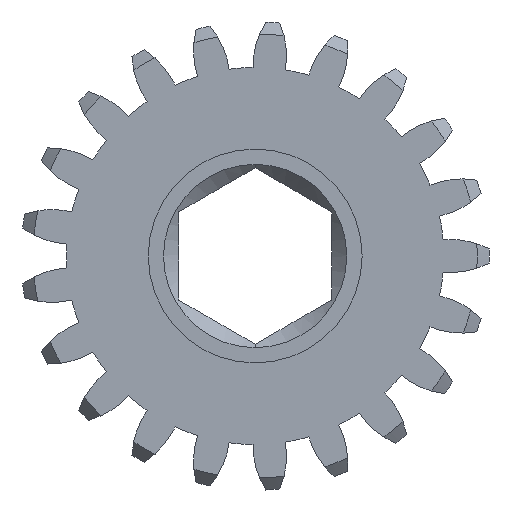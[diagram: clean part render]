
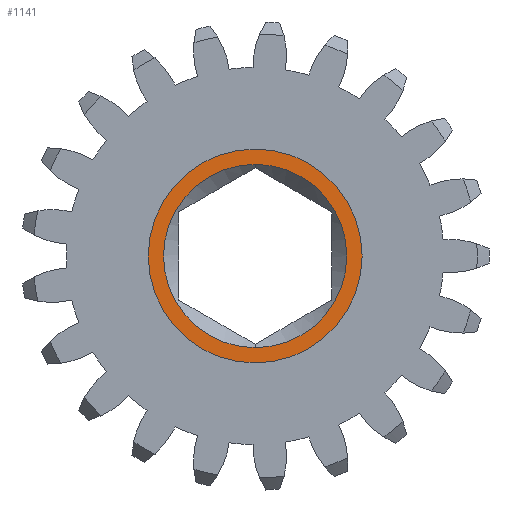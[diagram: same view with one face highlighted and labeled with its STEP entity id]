
A CAD part, left-side view. The second image highlights one B-rep face of the part: STEP entity #1141.
In plain terms, the highlighted planar face has unit normal (-1, 0, 0).
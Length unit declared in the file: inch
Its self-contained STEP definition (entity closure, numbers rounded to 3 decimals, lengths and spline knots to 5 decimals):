
#125 = DIRECTION ( 'NONE',  ( 0., 0., 1. ) ) ;
#215 = CARTESIAN_POINT ( 'NONE',  ( 0., 0., -0.225 ) ) ;
#226 = ORIENTED_EDGE ( 'NONE', *, *, #2170, .T. ) ;
#271 = VERTEX_POINT ( 'NONE', #3170 ) ;
#527 = CARTESIAN_POINT ( 'NONE',  ( 0., 0., 0. ) ) ;
#833 = AXIS2_PLACEMENT_3D ( 'NONE', #5143, #4805, #2748 ) ;
#859 = AXIS2_PLACEMENT_3D ( 'NONE', #5066, #3461, #2594 ) ;
#866 = CARTESIAN_POINT ( 'NONE',  ( 0., 0., 0. ) ) ;
#1141 = ADVANCED_FACE ( 'NONE', ( #1925, #1897 ), #4002, .F. ) ;
#1273 = DIRECTION ( 'NONE',  ( -1., 0., 0. ) ) ;
#1347 = VERTEX_POINT ( 'NONE', #215 ) ;
#1419 = EDGE_CURVE ( 'NONE', #271, #3889, #1871, .T. ) ;
#1871 = CIRCLE ( 'NONE', #3739, 0.2625 ) ;
#1897 = FACE_OUTER_BOUND ( 'NONE', #3712, .T. ) ;
#1925 = FACE_BOUND ( 'NONE', #4854, .T. ) ;
#2137 = CIRCLE ( 'NONE', #3587, 0.225 ) ;
#2152 = DIRECTION ( 'NONE',  ( 0., 0., 1. ) ) ;
#2170 = EDGE_CURVE ( 'NONE', #3889, #271, #2652, .T. ) ;
#2404 = CARTESIAN_POINT ( 'NONE',  ( 0., 0., 0.2625 ) ) ;
#2479 = CIRCLE ( 'NONE', #4433, 0.225 ) ;
#2594 = DIRECTION ( 'NONE',  ( 0., 0., 1. ) ) ;
#2652 = CIRCLE ( 'NONE', #859, 0.2625 ) ;
#2748 = DIRECTION ( 'NONE',  ( 0., 0., -1. ) ) ;
#2945 = VERTEX_POINT ( 'NONE', #3737 ) ;
#3170 = CARTESIAN_POINT ( 'NONE',  ( 0., 0., -0.2625 ) ) ;
#3328 = ORIENTED_EDGE ( 'NONE', *, *, #3766, .F. ) ;
#3461 = DIRECTION ( 'NONE',  ( -1., 0., 0. ) ) ;
#3587 = AXIS2_PLACEMENT_3D ( 'NONE', #4200, #1273, #2152 ) ;
#3712 = EDGE_LOOP ( 'NONE', ( #226, #5218 ) ) ;
#3737 = CARTESIAN_POINT ( 'NONE',  ( 0., 0., 0.225 ) ) ;
#3739 = AXIS2_PLACEMENT_3D ( 'NONE', #527, #3837, #4260 ) ;
#3766 = EDGE_CURVE ( 'NONE', #2945, #1347, #2479, .T. ) ;
#3827 = EDGE_CURVE ( 'NONE', #1347, #2945, #2137, .T. ) ;
#3837 = DIRECTION ( 'NONE',  ( -1., 0., 0. ) ) ;
#3889 = VERTEX_POINT ( 'NONE', #2404 ) ;
#4002 = PLANE ( 'NONE',  #833 ) ;
#4200 = CARTESIAN_POINT ( 'NONE',  ( 0., 0., 0. ) ) ;
#4260 = DIRECTION ( 'NONE',  ( 0., 0., 1. ) ) ;
#4433 = AXIS2_PLACEMENT_3D ( 'NONE', #866, #4519, #125 ) ;
#4519 = DIRECTION ( 'NONE',  ( -1., 0., 0. ) ) ;
#4751 = ORIENTED_EDGE ( 'NONE', *, *, #3827, .F. ) ;
#4805 = DIRECTION ( 'NONE',  ( 1., 0., 0. ) ) ;
#4854 = EDGE_LOOP ( 'NONE', ( #3328, #4751 ) ) ;
#5066 = CARTESIAN_POINT ( 'NONE',  ( 0., 0., 0. ) ) ;
#5143 = CARTESIAN_POINT ( 'NONE',  ( 0., 0., 0. ) ) ;
#5218 = ORIENTED_EDGE ( 'NONE', *, *, #1419, .T. ) ;
